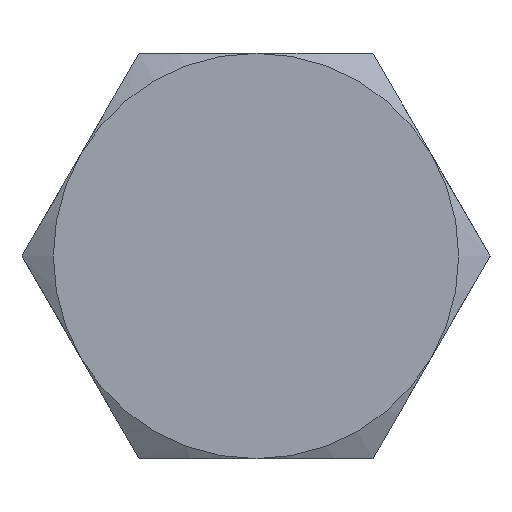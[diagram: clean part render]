
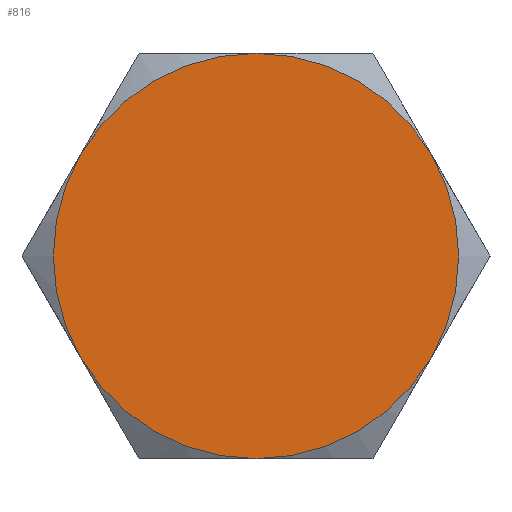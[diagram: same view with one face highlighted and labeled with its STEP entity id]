
A CAD part, left-side view. The second image highlights one B-rep face of the part: STEP entity #816.
In plain terms, the highlighted planar face has unit normal (-1, 0, 0).
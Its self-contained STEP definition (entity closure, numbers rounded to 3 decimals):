
#13 = VERTEX_POINT ( 'NONE', #142 ) ;
#33 = EDGE_CURVE ( 'NONE', #488, #13, #819, .T. ) ;
#55 = DIRECTION ( 'NONE',  ( 0., 0., 1. ) ) ;
#62 = VERTEX_POINT ( 'NONE', #105 ) ;
#64 = CARTESIAN_POINT ( 'NONE',  ( 0., 0., 0. ) ) ;
#65 = CARTESIAN_POINT ( 'NONE',  ( 0., 0., 3.5 ) ) ;
#87 = ORIENTED_EDGE ( 'NONE', *, *, #33, .F. ) ;
#96 = CARTESIAN_POINT ( 'NONE',  ( 0., 3.031, -1.75 ) ) ;
#105 = CARTESIAN_POINT ( 'NONE',  ( 0., 3.031, 1.75 ) ) ;
#109 = CARTESIAN_POINT ( 'NONE',  ( 0., 0., 0. ) ) ;
#142 = CARTESIAN_POINT ( 'NONE',  ( 0., 0., -3.5 ) ) ;
#145 = DIRECTION ( 'NONE',  ( 1., 0., 0. ) ) ;
#163 = AXIS2_PLACEMENT_3D ( 'NONE', #109, #316, #515 ) ;
#164 = DIRECTION ( 'NONE',  ( 0., 0., -1. ) ) ;
#168 = ORIENTED_EDGE ( 'NONE', *, *, #785, .F. ) ;
#190 = EDGE_LOOP ( 'NONE', ( #168, #87, #757, #336, #405, #680 ) ) ;
#191 = AXIS2_PLACEMENT_3D ( 'NONE', #674, #732, #198 ) ;
#198 = DIRECTION ( 'NONE',  ( 0., 0., -1. ) ) ;
#239 = AXIS2_PLACEMENT_3D ( 'NONE', #64, #275, #678 ) ;
#275 = DIRECTION ( 'NONE',  ( 1., 0., 0. ) ) ;
#280 = DIRECTION ( 'NONE',  ( -1., 0., 0. ) ) ;
#298 = CARTESIAN_POINT ( 'NONE',  ( 0., 0., 0. ) ) ;
#313 = VERTEX_POINT ( 'NONE', #65 ) ;
#316 = DIRECTION ( 'NONE',  ( 1., 0., 0. ) ) ;
#328 = DIRECTION ( 'NONE',  ( 0., 0., -1. ) ) ;
#336 = ORIENTED_EDGE ( 'NONE', *, *, #365, .F. ) ;
#350 = EDGE_CURVE ( 'NONE', #595, #62, #367, .T. ) ;
#365 = EDGE_CURVE ( 'NONE', #313, #667, #701, .T. ) ;
#367 = CIRCLE ( 'NONE', #191, 3.5 ) ;
#388 = DIRECTION ( 'NONE',  ( 1., 0., 0. ) ) ;
#394 = CARTESIAN_POINT ( 'NONE',  ( 0., 4.041, 0. ) ) ;
#400 = EDGE_CURVE ( 'NONE', #313, #62, #731, .T. ) ;
#405 = ORIENTED_EDGE ( 'NONE', *, *, #400, .T. ) ;
#408 = DIRECTION ( 'NONE',  ( 0., 0., -1. ) ) ;
#410 = CARTESIAN_POINT ( 'NONE',  ( 0., -3.031, -1.75 ) ) ;
#472 = CARTESIAN_POINT ( 'NONE',  ( 0., 0., 0. ) ) ;
#488 = VERTEX_POINT ( 'NONE', #410 ) ;
#491 = DIRECTION ( 'NONE',  ( 1., 0., 0. ) ) ;
#515 = DIRECTION ( 'NONE',  ( 0., 0., -1. ) ) ;
#581 = FACE_OUTER_BOUND ( 'NONE', #190, .T. ) ;
#587 = AXIS2_PLACEMENT_3D ( 'NONE', #807, #145, #408 ) ;
#595 = VERTEX_POINT ( 'NONE', #96 ) ;
#600 = PLANE ( 'NONE',  #714 ) ;
#604 = CIRCLE ( 'NONE', #645, 3.5 ) ;
#627 = EDGE_CURVE ( 'NONE', #667, #488, #604, .T. ) ;
#638 = CARTESIAN_POINT ( 'NONE',  ( 0., -3.031, 1.75 ) ) ;
#645 = AXIS2_PLACEMENT_3D ( 'NONE', #298, #491, #164 ) ;
#667 = VERTEX_POINT ( 'NONE', #638 ) ;
#674 = CARTESIAN_POINT ( 'NONE',  ( 0., 0., 0. ) ) ;
#678 = DIRECTION ( 'NONE',  ( 0., 0., -1. ) ) ;
#680 = ORIENTED_EDGE ( 'NONE', *, *, #350, .F. ) ;
#696 = CIRCLE ( 'NONE', #163, 3.5 ) ;
#701 = CIRCLE ( 'NONE', #239, 3.5 ) ;
#714 = AXIS2_PLACEMENT_3D ( 'NONE', #394, #388, #328 ) ;
#731 = CIRCLE ( 'NONE', #739, 3.5 ) ;
#732 = DIRECTION ( 'NONE',  ( 1., 0., 0. ) ) ;
#739 = AXIS2_PLACEMENT_3D ( 'NONE', #472, #280, #55 ) ;
#757 = ORIENTED_EDGE ( 'NONE', *, *, #627, .F. ) ;
#785 = EDGE_CURVE ( 'NONE', #13, #595, #696, .T. ) ;
#807 = CARTESIAN_POINT ( 'NONE',  ( 0., 0., 0. ) ) ;
#816 = ADVANCED_FACE ( 'NONE', ( #581 ), #600, .F. ) ;
#819 = CIRCLE ( 'NONE', #587, 3.5 ) ;
